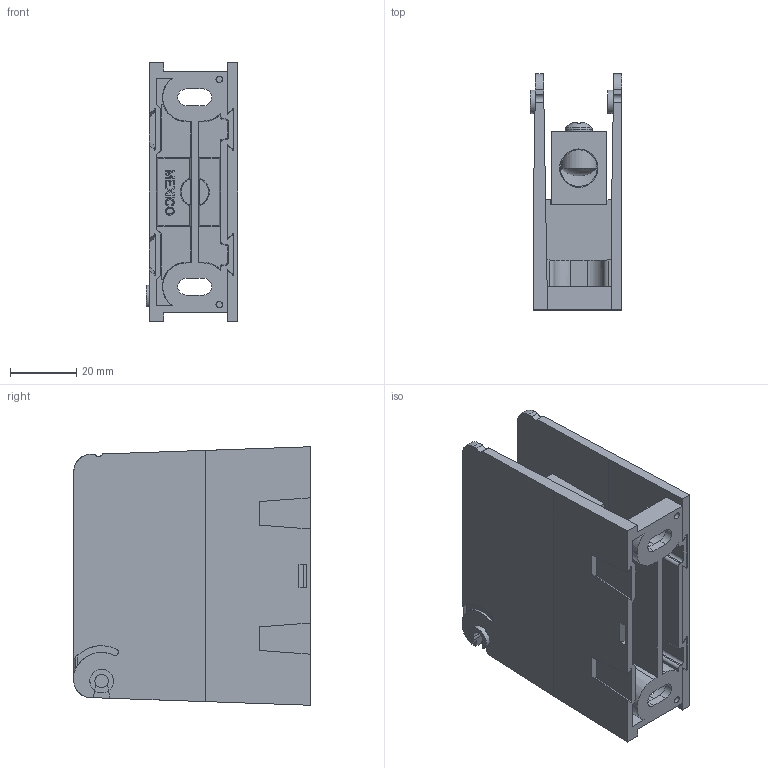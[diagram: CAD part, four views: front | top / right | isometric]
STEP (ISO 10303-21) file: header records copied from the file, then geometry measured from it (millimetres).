
FILE_DESCRIPTION (( 'STEP AP214' ), '1' );
FILE_NAME ('701925rev-1P.STEP', '2014-01-13T15:46:48', ( '' ), ( '' ), 'SwSTEP 2.0', 'SolidWorks 2013', '' );
FILE_SCHEMA (( 'AUTOMOTIVE_DESIGN' ));
Length unit declared in the file: inch
Products named in the file (1): 701925rev-1P
Bounding box: 27.54 x 71.37 x 78.11 mm (x, y, z)
Volume: 57211.6 mm3; surface area: 42051.5 mm2
Topology: 6 solids, 6 shells, 394 faces, 1056 edges, 699 vertices
Faces by surface type: plane 236, cylinder 69, bspline 59, cone 26, torus 3, sphere 1
Full cylindrical faces by diameter (mm): 3.658 x1, 4.064 x1, 5.41 x1, 7.112 x1, 8.179 x1, 9.931 x2, 11.112 x2, 11.125 x2
Entity records: 21336 total; most frequent: CARTESIAN_POINT 7119, ORIENTED_EDGE 2038, DIRECTION 1585, EDGE_CURVE 1019, VERTEX_POINT 688, VECTOR 675, LINE 675, AXIS2_PLACEMENT_3D 455
